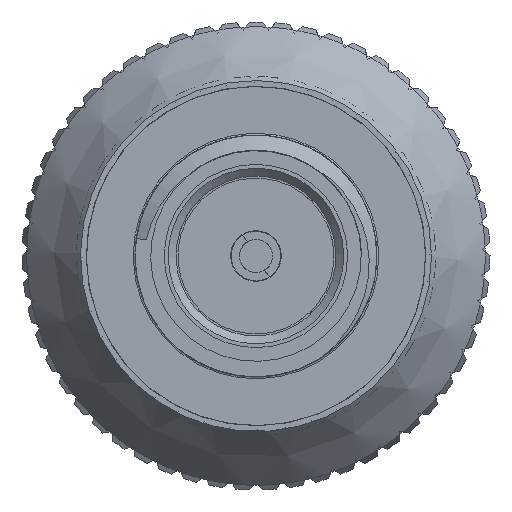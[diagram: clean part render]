
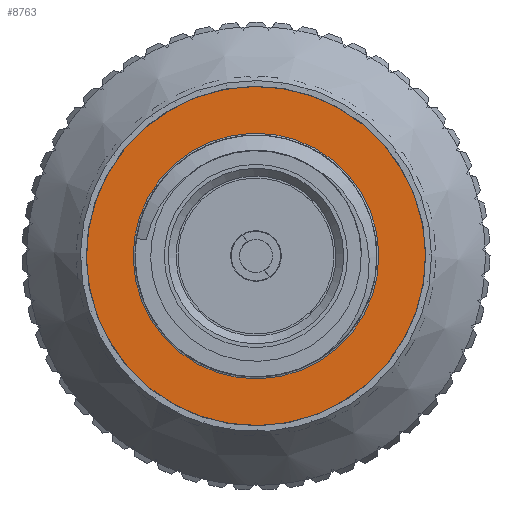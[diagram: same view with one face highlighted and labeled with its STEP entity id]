
A CAD part, left-side view. The second image highlights one B-rep face of the part: STEP entity #8763.
In plain terms, the highlighted face is planar.
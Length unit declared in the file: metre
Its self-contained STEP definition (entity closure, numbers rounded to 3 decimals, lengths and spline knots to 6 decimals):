
#819=CIRCLE('',#9591,0.00435);
#820=CIRCLE('',#9593,0.00315);
#2042=ORIENTED_EDGE('',*,*,#4299,.T.);
#2043=ORIENTED_EDGE('',*,*,#4302,.T.);
#4299=EDGE_CURVE('',#5448,#5448,#819,.T.);
#4302=EDGE_CURVE('',#5450,#5450,#820,.F.);
#5448=VERTEX_POINT('',#14884);
#5450=VERTEX_POINT('',#14896);
#7173=EDGE_LOOP('',(#2042));
#7174=EDGE_LOOP('',(#2043));
#7814=FACE_BOUND('',#7173,.T.);
#7815=FACE_BOUND('',#7174,.T.);
#8368=PLANE('',#9592);
#8763=ADVANCED_FACE('',(#7814,#7815),#8368,.T.);
#9591=AXIS2_PLACEMENT_3D('',#14883,#11306,#11307);
#9592=AXIS2_PLACEMENT_3D('',#14894,#11308,#11309);
#9593=AXIS2_PLACEMENT_3D('',#14895,#11310,#11311);
#11306=DIRECTION('',(1.,0.,0.));
#11307=DIRECTION('',(0.,0.,-1.));
#11308=DIRECTION('',(1.,0.,0.));
#11309=DIRECTION('',(0.,0.,-1.));
#11310=DIRECTION('',(1.,0.,0.));
#11311=DIRECTION('',(0.,0.,-1.));
#14883=CARTESIAN_POINT('',(0.0025,0.,0.));
#14884=CARTESIAN_POINT('',(0.0025,0.,-0.00435));
#14894=CARTESIAN_POINT('',(0.0025,0.0046,0.));
#14895=CARTESIAN_POINT('',(0.0025,0.,0.));
#14896=CARTESIAN_POINT('',(0.0025,0.,-0.00315));
